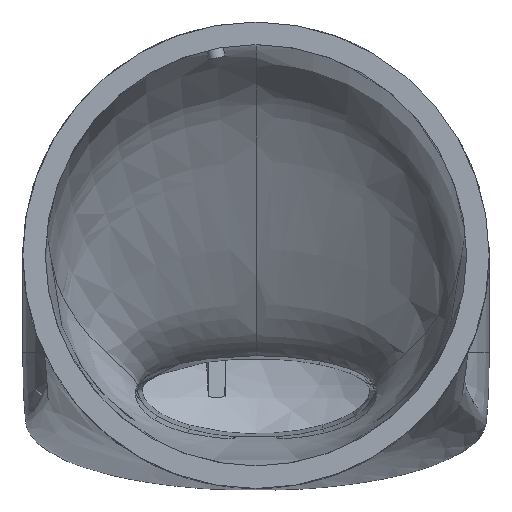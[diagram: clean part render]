
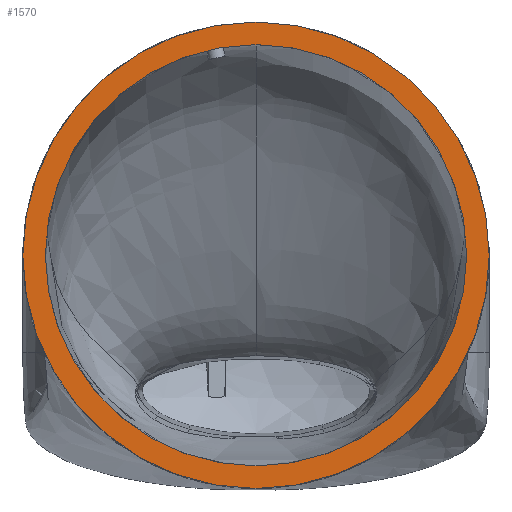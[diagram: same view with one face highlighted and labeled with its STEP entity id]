
A CAD part, top view. The second image highlights one B-rep face of the part: STEP entity #1570.
In plain terms, the highlighted face is planar.
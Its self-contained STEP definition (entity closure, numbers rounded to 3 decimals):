
#19=PLANE('',#1701);
#90=FACE_BOUND('',#270,.T.);
#157=FACE_OUTER_BOUND('',#269,.T.);
#269=EDGE_LOOP('',(#1342));
#270=EDGE_LOOP('',(#1343));
#339=CIRCLE('',#1678,41.25);
#343=CIRCLE('',#1698,37.25);
#711=VERTEX_POINT('',#3677);
#731=VERTEX_POINT('',#4109);
#898=EDGE_CURVE('',#711,#711,#339,.T.);
#935=EDGE_CURVE('',#731,#731,#343,.T.);
#1342=ORIENTED_EDGE('',*,*,#898,.T.);
#1343=ORIENTED_EDGE('',*,*,#935,.F.);
#1570=ADVANCED_FACE('',(#157,#90),#19,.F.);
#1678=AXIS2_PLACEMENT_3D('',#3679,#1855,#1856);
#1698=AXIS2_PLACEMENT_3D('',#4110,#1910,#1911);
#1701=AXIS2_PLACEMENT_3D('',#9114,#1917,#1918);
#1855=DIRECTION('center_axis',(1.,0.,0.));
#1856=DIRECTION('ref_axis',(0.,0.,1.));
#1910=DIRECTION('center_axis',(1.,0.,0.));
#1911=DIRECTION('ref_axis',(0.,0.,-1.));
#1917=DIRECTION('center_axis',(-1.,0.,0.));
#1918=DIRECTION('ref_axis',(0.,0.,1.));
#3677=CARTESIAN_POINT('',(118.5,7.,-41.25));
#3679=CARTESIAN_POINT('Origin',(118.5,7.,0.));
#4109=CARTESIAN_POINT('',(118.5,7.,-37.25));
#4110=CARTESIAN_POINT('Origin',(118.5,7.,0.));
#9114=CARTESIAN_POINT('Origin',(118.5,0.,0.));
